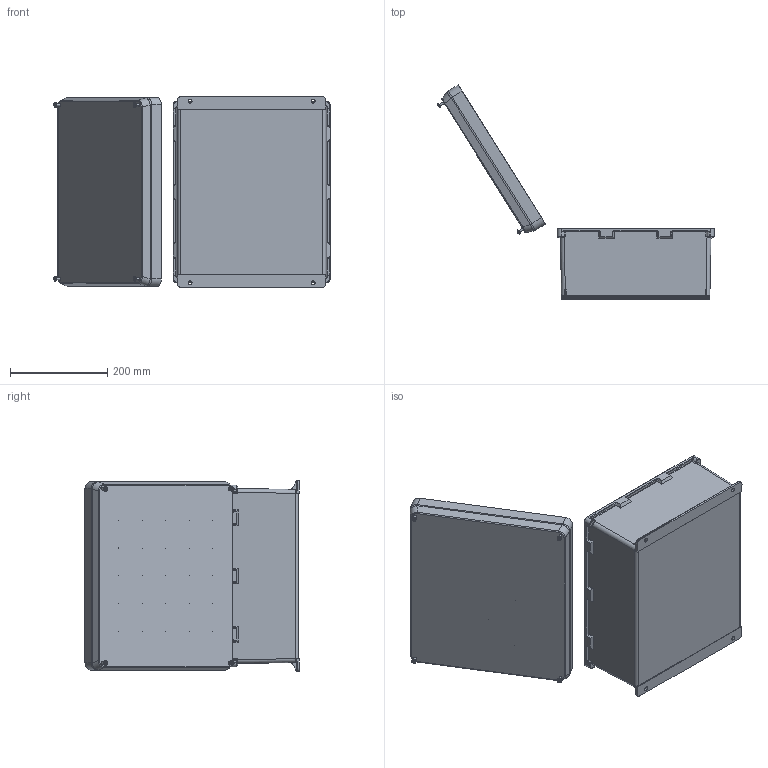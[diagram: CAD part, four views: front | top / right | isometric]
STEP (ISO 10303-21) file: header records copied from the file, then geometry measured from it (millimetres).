
FILE_DESCRIPTION (( 'STEP AP214' ), '1' );
FILE_NAME ('NBC141206-KIT01.STEP', '2018-02-22T13:42:52', ( '' ), ( '' ), 'SwSTEP 2.0', 'SolidWorks 2017', '' );
FILE_SCHEMA (( 'AUTOMOTIVE_DESIGN' ));
Length unit declared in the file: inch
Products named in the file (7): 10-32 NEMA PLATE SCREW; XFW-0002; XF1039-01; NBC_LidScrew; NBC141206-Lid; NB141207-Box; NBC141206-KIT01
Assembly tree (15 placements, depth 2):
  NBC141206-KIT01
    NB141207-Box
    NBC141206-Lid
    NBC_LidScrew  x4
    XF1039-01
    XFW-0002  x4
    10-32 NEMA PLATE SCREW  x4
Bounding box: 569.84 x 441.44 x 394 mm (x, y, z)
Volume: 2444207.8 mm3; surface area: 1214485.4 mm2
Topology: 15 solids, 15 shells, 1382 faces, 3483 edges, 2106 vertices
Faces by surface type: cylinder 530, plane 403, cone 205, bspline 148, torus 64, sphere 32
Full cylindrical faces by diameter (mm): 4.216 x4, 5.588 x2, 5.7 x2, 6.35 x4, 6.5 x4, 8 x4, 8.928 x4, 9.296 x4, 9.525 x4, 10 x4
Entity records: 31954 total; most frequent: CARTESIAN_POINT 11302, ORIENTED_EDGE 4264, DIRECTION 3962, EDGE_CURVE 2132, AXIS2_PLACEMENT_3D 1530, VERTEX_POINT 1334, EDGE_LOOP 1092, FACE_OUTER_BOUND 983
